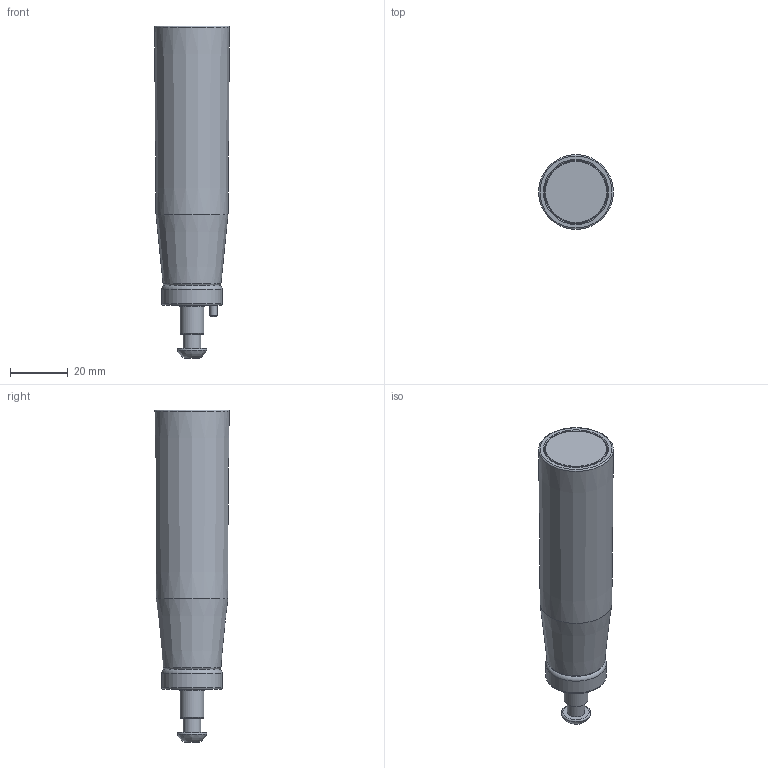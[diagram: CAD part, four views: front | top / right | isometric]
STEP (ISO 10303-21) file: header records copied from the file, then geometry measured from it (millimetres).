
FILE_DESCRIPTION( ( 'Unknown' ), '1' );
FILE_NAME( '6385030_MRS23x70.stp', 'Unknown', ( 'Unknown' ), ( 'Unknown' ), 'PSStep 11.0', 'Unknown', ' ' );
FILE_SCHEMA( ( 'AUTOMOTIVE_DESIGN { 1 0 10303 214 1 1 1 1 }' ) );
Length unit declared in the file: millimetre
Products named in the file (2): 1833323
Bounding box: 25.99 x 25.99 x 115.3 mm (x, y, z)
Volume: 39447 mm3; surface area: 17557.5 mm2
Topology: 2 solids, 5 shells, 95 faces, 214 edges, 137 vertices
Faces by surface type: plane 42, cylinder 23, cone 14, torus 13, bspline 3
Full cylindrical faces by diameter (mm): 2.5 x1, 3 x2, 3.2 x1, 4.917 x1, 6 x1, 8.3 x1, 10 x2, 10.3 x1, 13 x2, 14 x2, 17.28 x1, 21 x1, 21.6 x2, 22 x1
Entity records: 3448 total; most frequent: CARTESIAN_POINT 822, DIRECTION 388, ORIENTED_EDGE 298, AXIS2_PLACEMENT_3D 165, EDGE_LOOP 156, EDGE_CURVE 149, FACE_OUTER_BOUND 128, VERTEX_POINT 117
